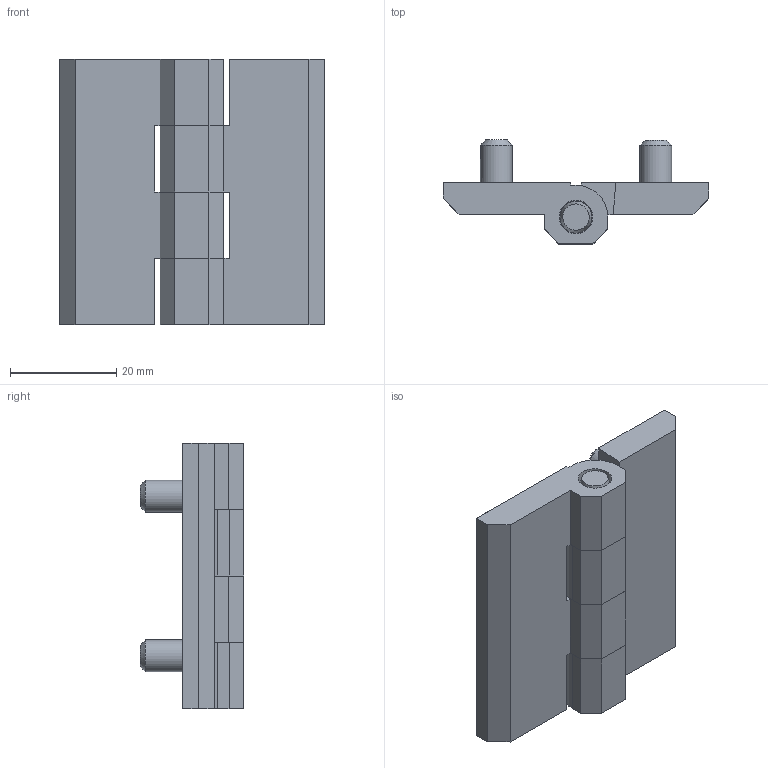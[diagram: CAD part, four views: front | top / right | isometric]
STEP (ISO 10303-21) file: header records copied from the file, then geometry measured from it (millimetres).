
FILE_DESCRIPTION( ( 'STEP AP203' ), '1' );
FILE_NAME( '199.M.F.1.step', '2007-01-18T14:18:36', ( ' ' ), ( ' ' ), 'XStep 1.0', ' ', ' ' );
FILE_SCHEMA( ( 'CONFIG_CONTROL_DESIGN' ) );
Length unit declared in the file: millimetre
Products named in the file (7): 1; 2; 3; 4; 5; 6; 7
Bounding box: 49.99 x 19.55 x 50 mm (x, y, z)
Volume: 17597 mm3; surface area: 11191.9 mm2
Topology: 7 solids, 7 shells, 314 faces, 782 edges, 508 vertices
Faces by surface type: plane 254, cylinder 39, extrusion 16, cone 5
Full cylindrical faces by diameter (mm): 5.95 x1, 6 x4, 6.1 x4, 6.3 x2, 8 x4, 10.5 x4
Entity records: 9867 total; most frequent: CARTESIAN_POINT 2382, ORIENTED_EDGE 1492, DIRECTION 1353, EDGE_CURVE 746, VECTOR 527, LINE 511, VERTEX_POINT 500, AXIS2_PLACEMENT_3D 413
